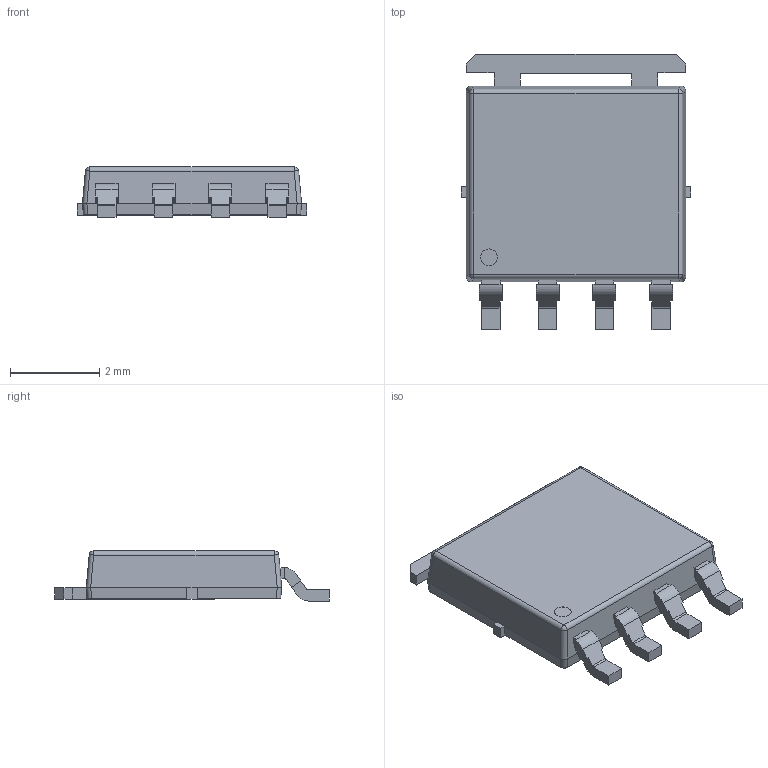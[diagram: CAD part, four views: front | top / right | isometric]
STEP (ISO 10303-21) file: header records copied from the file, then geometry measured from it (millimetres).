
FILE_DESCRIPTION (( 'STEP AP214' ), '1' );
FILE_NAME ('POWERPAK-SO-8_L6.2-W5.1-P1.27-BL.STEP', '2022-02-13T13:27:26', ( '' ), ( '' ), 'SwSTEP 2.0', 'SolidWorks 2020', '' );
FILE_SCHEMA (( 'AUTOMOTIVE_DESIGN' ));
Length unit declared in the file: millimetre
Products named in the file (1): POWERPAK-SO-8_L6.2-W5.1-P1.27-BL
Bounding box: 5.13 x 6.15 x 1.12 mm (x, y, z)
Volume: 23.6 mm3; surface area: 75.1 mm2
Topology: 1 solids, 1 shells, 217 faces, 566 edges, 362 vertices
Faces by surface type: plane 169, cylinder 30, bspline 14, sphere 4
Entity records: 9625 total; most frequent: CARTESIAN_POINT 1968, ORIENTED_EDGE 1132, DIRECTION 986, EDGE_CURVE 566, VECTOR 482, LINE 482, VERTEX_POINT 362, AXIS2_PLACEMENT_3D 252
